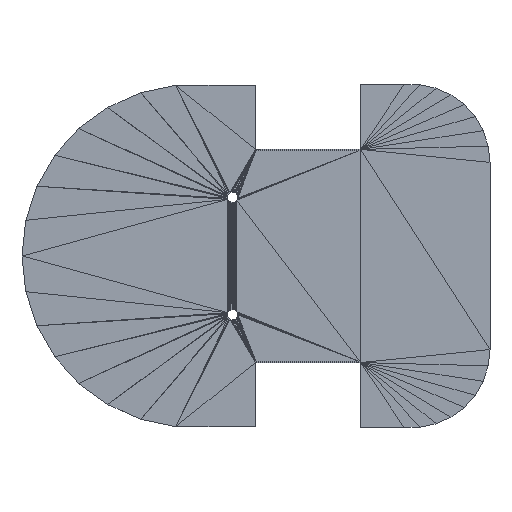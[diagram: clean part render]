
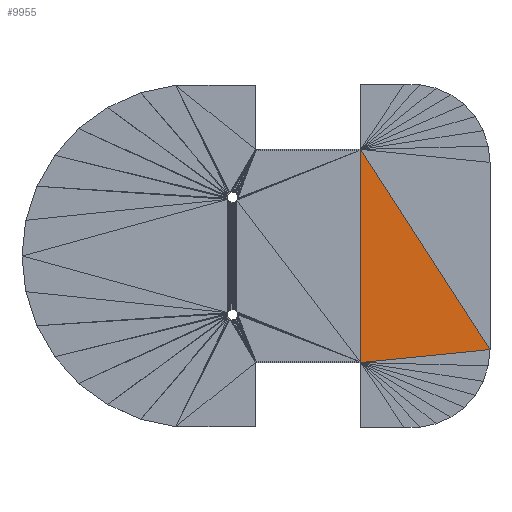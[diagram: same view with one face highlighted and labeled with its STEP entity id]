
A CAD part, top view. The second image highlights one B-rep face of the part: STEP entity #9955.
In plain terms, the highlighted planar face has unit normal (0, 0, 1).
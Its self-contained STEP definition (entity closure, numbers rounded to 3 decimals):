
#9803 = VERTEX_POINT('',#9804);
#9804 = CARTESIAN_POINT('',(65.1,20.5,1.6));
#9818 = PLANE('',#9819);
#9819 = AXIS2_PLACEMENT_3D('',#9820,#9821,#9822);
#9820 = CARTESIAN_POINT('',(65.075,0.006,
    1.6));
#9821 = DIRECTION('',(0.,0.,1.));
#9822 = DIRECTION('',(1.,0.,-0.));
#9854 = EDGE_CURVE('',#9855,#9803,#9857,.T.);
#9855 = VERTEX_POINT('',#9856);
#9856 = CARTESIAN_POINT('',(65.1,-20.5,1.6));
#9857 = SURFACE_CURVE('',#9858,(#9862,#9869),.PCURVE_S1.);
#9858 = LINE('',#9859,#9860);
#9859 = CARTESIAN_POINT('',(65.1,-20.5,1.6));
#9860 = VECTOR('',#9861,1.);
#9861 = DIRECTION('',(0.,1.,0.));
#9862 = PCURVE('',#9818,#9863);
#9863 = DEFINITIONAL_REPRESENTATION('',(#9864),#9868);
#9864 = LINE('',#9865,#9866);
#9865 = CARTESIAN_POINT('',(0.025,-20.506));
#9866 = VECTOR('',#9867,1.);
#9867 = DIRECTION('',(0.,1.));
#9868 = ( GEOMETRIC_REPRESENTATION_CONTEXT(2) 
PARAMETRIC_REPRESENTATION_CONTEXT() REPRESENTATION_CONTEXT('2D SPACE',''
  ) );
#9869 = PCURVE('',#9870,#9875);
#9870 = PLANE('',#9871);
#9871 = AXIS2_PLACEMENT_3D('',#9872,#9873,#9874);
#9872 = CARTESIAN_POINT('',(72.987,-3.794,
    1.6));
#9873 = DIRECTION('',(0.,0.,1.));
#9874 = DIRECTION('',(1.,0.,-0.));
#9875 = DEFINITIONAL_REPRESENTATION('',(#9876),#9880);
#9876 = LINE('',#9877,#9878);
#9877 = CARTESIAN_POINT('',(-7.887,-16.706));
#9878 = VECTOR('',#9879,1.);
#9879 = DIRECTION('',(0.,1.));
#9880 = ( GEOMETRIC_REPRESENTATION_CONTEXT(2) 
PARAMETRIC_REPRESENTATION_CONTEXT() REPRESENTATION_CONTEXT('2D SPACE',''
  ) );
#9955 = ADVANCED_FACE('',(#9956),#9870,.T.);
#9956 = FACE_BOUND('',#9957,.T.);
#9957 = EDGE_LOOP('',(#9958,#9959,#9987));
#9958 = ORIENTED_EDGE('',*,*,#9854,.F.);
#9959 = ORIENTED_EDGE('',*,*,#9960,.T.);
#9960 = EDGE_CURVE('',#9855,#9961,#9963,.T.);
#9961 = VERTEX_POINT('',#9962);
#9962 = CARTESIAN_POINT('',(90.,-18.,1.6));
#9963 = SURFACE_CURVE('',#9964,(#9968,#9975),.PCURVE_S1.);
#9964 = LINE('',#9965,#9966);
#9965 = CARTESIAN_POINT('',(65.1,-20.5,1.6));
#9966 = VECTOR('',#9967,1.);
#9967 = DIRECTION('',(0.995,0.1,0.));
#9968 = PCURVE('',#9870,#9969);
#9969 = DEFINITIONAL_REPRESENTATION('',(#9970),#9974);
#9970 = LINE('',#9971,#9972);
#9971 = CARTESIAN_POINT('',(-7.887,-16.706));
#9972 = VECTOR('',#9973,1.);
#9973 = DIRECTION('',(0.995,0.1));
#9974 = ( GEOMETRIC_REPRESENTATION_CONTEXT(2) 
PARAMETRIC_REPRESENTATION_CONTEXT() REPRESENTATION_CONTEXT('2D SPACE',''
  ) );
#9975 = PCURVE('',#9976,#9981);
#9976 = PLANE('',#9977);
#9977 = AXIS2_PLACEMENT_3D('',#9978,#9979,#9980);
#9978 = CARTESIAN_POINT('',(78.204,-19.995,1.6
    ));
#9979 = DIRECTION('',(0.,0.,1.));
#9980 = DIRECTION('',(1.,0.,-0.));
#9981 = DEFINITIONAL_REPRESENTATION('',(#9982),#9986);
#9982 = LINE('',#9983,#9984);
#9983 = CARTESIAN_POINT('',(-13.104,-0.505));
#9984 = VECTOR('',#9985,1.);
#9985 = DIRECTION('',(0.995,0.1));
#9986 = ( GEOMETRIC_REPRESENTATION_CONTEXT(2) 
PARAMETRIC_REPRESENTATION_CONTEXT() REPRESENTATION_CONTEXT('2D SPACE',''
  ) );
#9987 = ORIENTED_EDGE('',*,*,#9988,.F.);
#9988 = EDGE_CURVE('',#9803,#9961,#9989,.T.);
#9989 = SURFACE_CURVE('',#9990,(#9994,#10001),.PCURVE_S1.);
#9990 = LINE('',#9991,#9992);
#9991 = CARTESIAN_POINT('',(65.1,20.5,1.6));
#9992 = VECTOR('',#9993,1.);
#9993 = DIRECTION('',(0.543,-0.84,0.));
#9994 = PCURVE('',#9870,#9995);
#9995 = DEFINITIONAL_REPRESENTATION('',(#9996),#10000);
#9996 = LINE('',#9997,#9998);
#9997 = CARTESIAN_POINT('',(-7.887,24.294));
#9998 = VECTOR('',#9999,1.);
#9999 = DIRECTION('',(0.543,-0.84));
#10000 = ( GEOMETRIC_REPRESENTATION_CONTEXT(2) 
PARAMETRIC_REPRESENTATION_CONTEXT() REPRESENTATION_CONTEXT('2D SPACE',''
  ) );
#10001 = PCURVE('',#10002,#10007);
#10002 = PLANE('',#10003);
#10003 = AXIS2_PLACEMENT_3D('',#10004,#10005,#10006);
#10004 = CARTESIAN_POINT('',(81.744,5.044,
    1.6));
#10005 = DIRECTION('',(0.,0.,1.));
#10006 = DIRECTION('',(1.,0.,-0.));
#10007 = DEFINITIONAL_REPRESENTATION('',(#10008),#10012);
#10008 = LINE('',#10009,#10010);
#10009 = CARTESIAN_POINT('',(-16.644,15.456));
#10010 = VECTOR('',#10011,1.);
#10011 = DIRECTION('',(0.543,-0.84));
#10012 = ( GEOMETRIC_REPRESENTATION_CONTEXT(2) 
PARAMETRIC_REPRESENTATION_CONTEXT() REPRESENTATION_CONTEXT('2D SPACE',''
  ) );
